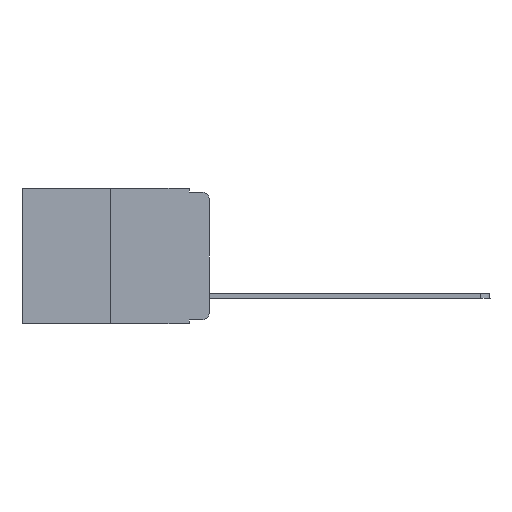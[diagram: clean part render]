
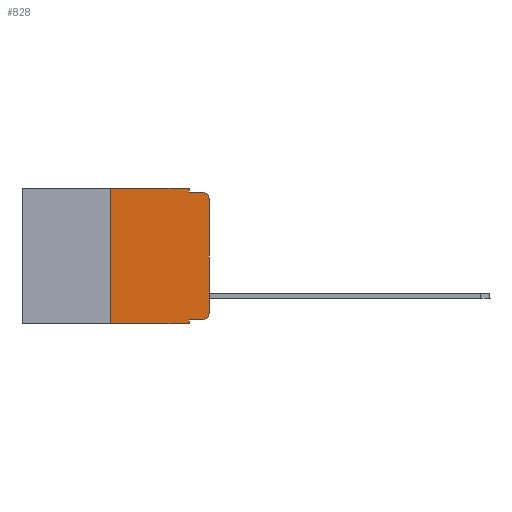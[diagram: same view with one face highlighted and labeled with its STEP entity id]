
A CAD part, left-side view. The second image highlights one B-rep face of the part: STEP entity #828.
In plain terms, the highlighted planar face has unit normal (-1, 0, 0).
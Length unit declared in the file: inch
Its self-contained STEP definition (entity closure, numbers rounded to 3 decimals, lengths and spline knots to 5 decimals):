
#55 = VERTEX_POINT ( 'NONE', #4638 ) ;
#114 = VECTOR ( 'NONE', #4334, 39.37008 ) ;
#331 = FACE_OUTER_BOUND ( 'NONE', #15050, .T. ) ;
#412 = ORIENTED_EDGE ( 'NONE', *, *, #7200, .F. ) ;
#688 = DIRECTION ( 'NONE',  ( 1., 0., 0. ) ) ;
#828 = ADVANCED_FACE ( 'NONE', ( #331 ), #13237, .F. ) ;
#1272 = AXIS2_PLACEMENT_3D ( 'NONE', #4834, #688, #2111 ) ;
#1723 = VERTEX_POINT ( 'NONE', #13186 ) ;
#1791 = CARTESIAN_POINT ( 'NONE',  ( 0., 0.051, -0.333 ) ) ;
#1878 = DIRECTION ( 'NONE',  ( -1., 0., 0. ) ) ;
#2111 = DIRECTION ( 'NONE',  ( 0., 0., -1. ) ) ;
#2316 = ORIENTED_EDGE ( 'NONE', *, *, #10366, .F. ) ;
#2326 = LINE ( 'NONE', #4468, #7878 ) ;
#2439 = ORIENTED_EDGE ( 'NONE', *, *, #6443, .F. ) ;
#2490 = ORIENTED_EDGE ( 'NONE', *, *, #12310, .T. ) ;
#2556 = DIRECTION ( 'NONE',  ( 0., 0., 1. ) ) ;
#2738 = AXIS2_PLACEMENT_3D ( 'NONE', #3704, #5014, #14900 ) ;
#3134 = VERTEX_POINT ( 'NONE', #15468 ) ;
#3704 = CARTESIAN_POINT ( 'NONE',  ( 0., 0.02, -0.313 ) ) ;
#3996 = VERTEX_POINT ( 'NONE', #10749 ) ;
#4043 = VECTOR ( 'NONE', #13682, 39.37008 ) ;
#4050 = CARTESIAN_POINT ( 'NONE',  ( 0., 0.051, -0.333 ) ) ;
#4334 = DIRECTION ( 'NONE',  ( 0., -1., 0. ) ) ;
#4468 = CARTESIAN_POINT ( 'NONE',  ( 0., 0.25, 0. ) ) ;
#4638 = CARTESIAN_POINT ( 'NONE',  ( 0., 0.02, -0.01 ) ) ;
#4834 = CARTESIAN_POINT ( 'NONE',  ( 0., 0.473, 0. ) ) ;
#5014 = DIRECTION ( 'NONE',  ( -1., 0., 0. ) ) ;
#5434 = VERTEX_POINT ( 'NONE', #12942 ) ;
#5645 = VERTEX_POINT ( 'NONE', #13261 ) ;
#6391 = ORIENTED_EDGE ( 'NONE', *, *, #7657, .T. ) ;
#6443 = EDGE_CURVE ( 'NONE', #7887, #12192, #8711, .T. ) ;
#6606 = CARTESIAN_POINT ( 'NONE',  ( 0., 0.051, 0. ) ) ;
#6732 = VECTOR ( 'NONE', #18037, 39.37008 ) ;
#7200 = EDGE_CURVE ( 'NONE', #11984, #15196, #13783, .T. ) ;
#7236 = CARTESIAN_POINT ( 'NONE',  ( 0., 0.051, -0.343 ) ) ;
#7657 = EDGE_CURVE ( 'NONE', #1723, #55, #8934, .T. ) ;
#7698 = DIRECTION ( 'NONE',  ( 0., 0., -1. ) ) ;
#7878 = VECTOR ( 'NONE', #10130, 39.37008 ) ;
#7887 = VERTEX_POINT ( 'NONE', #10584 ) ;
#8711 = LINE ( 'NONE', #12182, #6732 ) ;
#8856 = ORIENTED_EDGE ( 'NONE', *, *, #9048, .F. ) ;
#8934 = CIRCLE ( 'NONE', #11391, 0.02 ) ;
#8959 = DIRECTION ( 'NONE',  ( 0., 0., -1. ) ) ;
#9048 = EDGE_CURVE ( 'NONE', #12192, #5645, #14133, .T. ) ;
#10130 = DIRECTION ( 'NONE',  ( 0., 0., 1. ) ) ;
#10366 = EDGE_CURVE ( 'NONE', #5645, #55, #17178, .T. ) ;
#10440 = VECTOR ( 'NONE', #2556, 39.37008 ) ;
#10584 = CARTESIAN_POINT ( 'NONE',  ( 0., 0.25, 0. ) ) ;
#10610 = EDGE_CURVE ( 'NONE', #3134, #7887, #2326, .T. ) ;
#10749 = CARTESIAN_POINT ( 'NONE',  ( 0., 0., -0.313 ) ) ;
#11275 = ORIENTED_EDGE ( 'NONE', *, *, #15257, .T. ) ;
#11391 = AXIS2_PLACEMENT_3D ( 'NONE', #13112, #1878, #7698 ) ;
#11677 = DIRECTION ( 'NONE',  ( 0., -1., 0. ) ) ;
#11773 = CIRCLE ( 'NONE', #2738, 0.02 ) ;
#11984 = VERTEX_POINT ( 'NONE', #4050 ) ;
#12182 = CARTESIAN_POINT ( 'NONE',  ( 0., 0.473, 0. ) ) ;
#12192 = VERTEX_POINT ( 'NONE', #17356 ) ;
#12310 = EDGE_CURVE ( 'NONE', #5434, #3996, #11773, .T. ) ;
#12574 = VECTOR ( 'NONE', #8959, 39.37008 ) ;
#12848 = CARTESIAN_POINT ( 'NONE',  ( 0., 0.051, -0.01 ) ) ;
#12942 = CARTESIAN_POINT ( 'NONE',  ( 0., 0.02, -0.333 ) ) ;
#13112 = CARTESIAN_POINT ( 'NONE',  ( 0., 0.02, -0.03 ) ) ;
#13186 = CARTESIAN_POINT ( 'NONE',  ( 0., 0., -0.03 ) ) ;
#13237 = PLANE ( 'NONE',  #1272 ) ;
#13261 = CARTESIAN_POINT ( 'NONE',  ( 0., 0.051, -0.01 ) ) ;
#13280 = EDGE_CURVE ( 'NONE', #3996, #1723, #18005, .T. ) ;
#13387 = VECTOR ( 'NONE', #14277, 39.37008 ) ;
#13395 = LINE ( 'NONE', #18338, #114 ) ;
#13583 = CARTESIAN_POINT ( 'NONE',  ( 0., 0.051, 0. ) ) ;
#13682 = DIRECTION ( 'NONE',  ( 0., 0., -1. ) ) ;
#13783 = LINE ( 'NONE', #6606, #4043 ) ;
#14133 = LINE ( 'NONE', #13583, #12574 ) ;
#14180 = ORIENTED_EDGE ( 'NONE', *, *, #13280, .T. ) ;
#14277 = DIRECTION ( 'NONE',  ( 0., -1., 0. ) ) ;
#14900 = DIRECTION ( 'NONE',  ( 0., 0., -1. ) ) ;
#15050 = EDGE_LOOP ( 'NONE', ( #14180, #6391, #2316, #8856, #2439, #15057, #16599, #412, #11275, #2490 ) ) ;
#15057 = ORIENTED_EDGE ( 'NONE', *, *, #10610, .F. ) ;
#15171 = CARTESIAN_POINT ( 'NONE',  ( 0., 0., 0. ) ) ;
#15196 = VERTEX_POINT ( 'NONE', #7236 ) ;
#15257 = EDGE_CURVE ( 'NONE', #11984, #5434, #17074, .T. ) ;
#15468 = CARTESIAN_POINT ( 'NONE',  ( 0., 0.25, -0.343 ) ) ;
#16599 = ORIENTED_EDGE ( 'NONE', *, *, #18351, .T. ) ;
#17074 = LINE ( 'NONE', #1791, #18186 ) ;
#17178 = LINE ( 'NONE', #12848, #13387 ) ;
#17356 = CARTESIAN_POINT ( 'NONE',  ( 0., 0.051, 0. ) ) ;
#18005 = LINE ( 'NONE', #15171, #10440 ) ;
#18037 = DIRECTION ( 'NONE',  ( 0., -1., 0. ) ) ;
#18186 = VECTOR ( 'NONE', #11677, 39.37008 ) ;
#18338 = CARTESIAN_POINT ( 'NONE',  ( 0., 0.473, -0.343 ) ) ;
#18351 = EDGE_CURVE ( 'NONE', #3134, #15196, #13395, .T. ) ;
